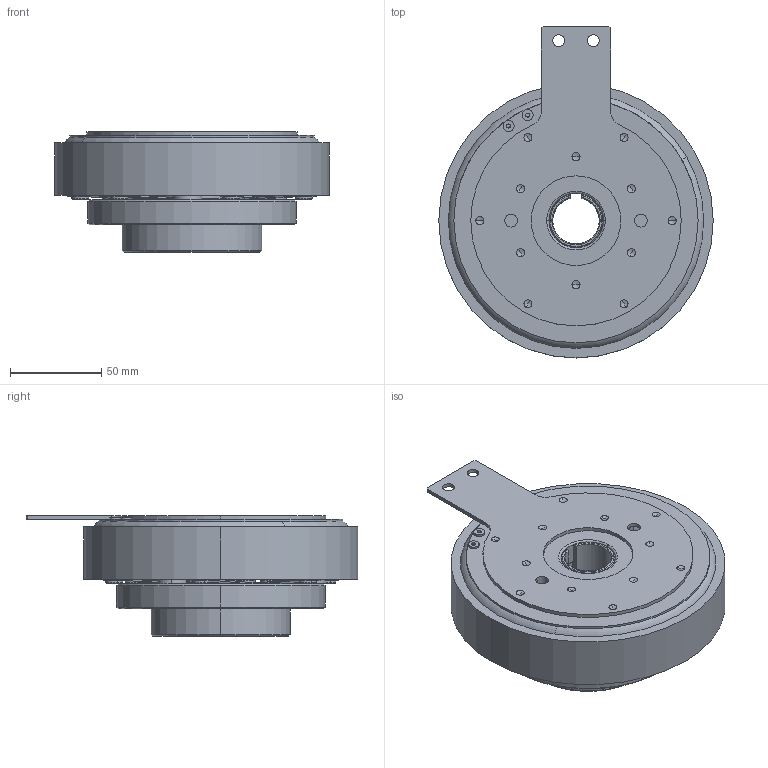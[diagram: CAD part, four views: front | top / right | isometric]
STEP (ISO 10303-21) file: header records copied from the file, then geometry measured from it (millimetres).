
FILE_DESCRIPTION (( 'STEP AP203' ), '1' );
FILE_NAME ('51560900_MA-7FSP_電磁クラッチ.STEP', '2015-07-15T05:14:16', ( '' ), ( '' ), 'SwSTEP 2.0', 'SolidWorks 2014', '' );
FILE_SCHEMA (( 'CONFIG_CONTROL_DESIGN' ));
Length unit declared in the file: millimetre
Products named in the file (1): 51560900_MA-7FSP_電磁クラッチ
Bounding box: 150 x 181.4 x 66 mm (x, y, z)
Volume: 717923.4 mm3; surface area: 120518.8 mm2
Topology: 1 solids, 8 shells, 493 faces, 1261 edges, 792 vertices
Faces by surface type: cylinder 208, plane 176, cone 93, torus 16
Entity records: 15152 total; most frequent: DIRECTION 2801, CARTESIAN_POINT 2661, ORIENTED_EDGE 2474, EDGE_CURVE 1237, AXIS2_PLACEMENT_3D 1104, VERTEX_POINT 792, CIRCLE 610, LINE 593
